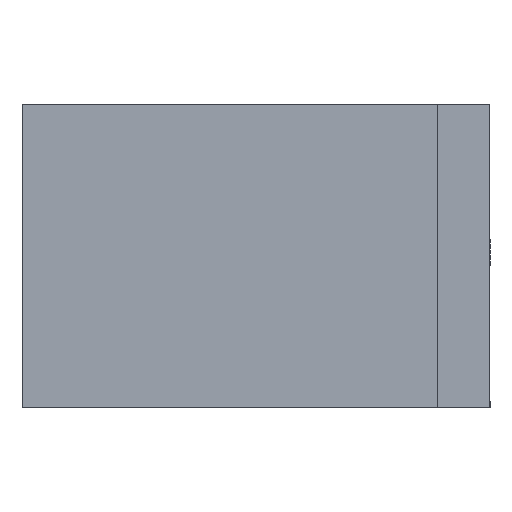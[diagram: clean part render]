
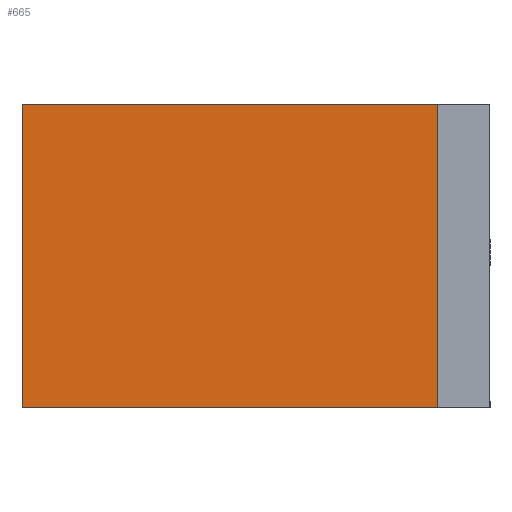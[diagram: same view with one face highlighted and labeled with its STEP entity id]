
A CAD part, left-side view. The second image highlights one B-rep face of the part: STEP entity #665.
In plain terms, the highlighted planar face has unit normal (-1, 0, 0).
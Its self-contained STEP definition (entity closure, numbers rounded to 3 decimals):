
#75=FACE_OUTER_BOUND('',#116,.T.);
#116=EDGE_LOOP('',(#548,#549,#550,#551));
#164=LINE('',#988,#242);
#184=LINE('',#1039,#262);
#197=LINE('',#1063,#275);
#198=LINE('',#1064,#276);
#242=VECTOR('',#801,10.);
#262=VECTOR('',#847,10.);
#275=VECTOR('',#874,10.);
#276=VECTOR('',#875,10.);
#315=VERTEX_POINT('',#982);
#317=VERTEX_POINT('',#986);
#334=VERTEX_POINT('',#1036);
#335=VERTEX_POINT('',#1038);
#382=EDGE_CURVE('',#315,#317,#164,.T.);
#408=EDGE_CURVE('',#335,#334,#184,.T.);
#421=EDGE_CURVE('',#334,#315,#197,.T.);
#422=EDGE_CURVE('',#317,#335,#198,.T.);
#548=ORIENTED_EDGE('',*,*,#408,.T.);
#549=ORIENTED_EDGE('',*,*,#421,.T.);
#550=ORIENTED_EDGE('',*,*,#382,.T.);
#551=ORIENTED_EDGE('',*,*,#422,.T.);
#637=PLANE('',#728);
#665=ADVANCED_FACE('',(#75),#637,.T.);
#728=AXIS2_PLACEMENT_3D('',#1062,#872,#873);
#801=DIRECTION('',(0.,0.,-1.));
#847=DIRECTION('',(0.,0.,1.));
#872=DIRECTION('center_axis',(-1.,0.,0.));
#873=DIRECTION('ref_axis',(0.,0.,1.));
#874=DIRECTION('',(0.,1.,0.));
#875=DIRECTION('',(0.,-1.,0.));
#982=CARTESIAN_POINT('',(-708.485,-15.953,113.584));
#986=CARTESIAN_POINT('',(-708.485,-15.953,90.584));
#988=CARTESIAN_POINT('',(-708.485,-15.953,113.584));
#1036=CARTESIAN_POINT('',(-708.485,-47.453,113.584));
#1038=CARTESIAN_POINT('',(-708.485,-47.453,90.584));
#1039=CARTESIAN_POINT('',(-708.485,-47.453,102.084));
#1062=CARTESIAN_POINT('Origin',(-708.485,-32.703,102.084));
#1063=CARTESIAN_POINT('',(-708.485,-49.453,113.584));
#1064=CARTESIAN_POINT('',(-708.485,-15.953,90.584));
